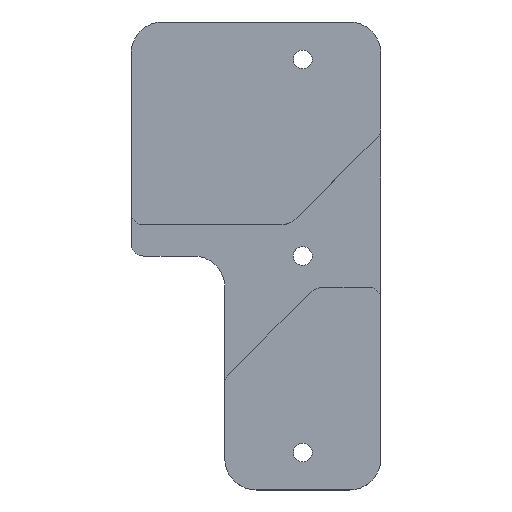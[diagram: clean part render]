
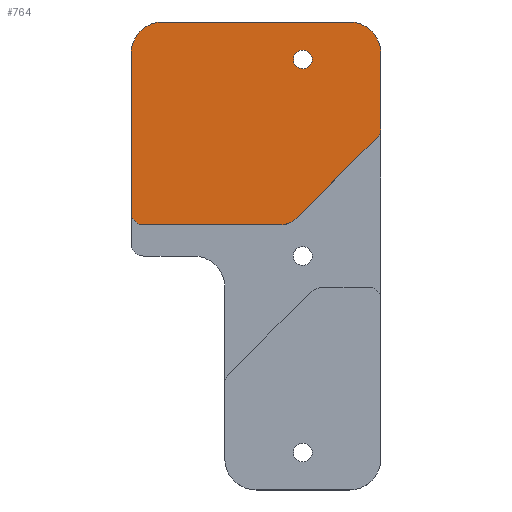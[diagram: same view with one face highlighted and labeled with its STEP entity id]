
A CAD part, top view. The second image highlights one B-rep face of the part: STEP entity #764.
In plain terms, the highlighted planar face has unit normal (0, 0, 1).
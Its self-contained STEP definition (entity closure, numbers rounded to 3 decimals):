
#1 = DIRECTION ( 'NONE',  ( 0.707, 0.707, 0. ) ) ;
#3 = CARTESIAN_POINT ( 'NONE',  ( 12.5, 69., 6.35 ) ) ;
#5 = PLANE ( 'NONE',  #200 ) ;
#15 = VECTOR ( 'NONE', #1, 1000. ) ;
#38 = ORIENTED_EDGE ( 'NONE', *, *, #861, .T. ) ;
#46 = EDGE_CURVE ( 'NONE', #162, #776, #633, .T. ) ;
#96 = CIRCLE ( 'NONE', #852, 5. ) ;
#105 = DIRECTION ( 'NONE',  ( 0., 0., 1. ) ) ;
#119 = CIRCLE ( 'NONE', #371, 2. ) ;
#127 = ORIENTED_EDGE ( 'NONE', *, *, #1059, .T. ) ;
#131 = VECTOR ( 'NONE', #521, 1000. ) ;
#159 = CARTESIAN_POINT ( 'NONE',  ( 25., 57.899, 6.35 ) ) ;
#162 = VERTEX_POINT ( 'NONE', #759 ) ;
#167 = VERTEX_POINT ( 'NONE', #745 ) ;
#168 = AXIS2_PLACEMENT_3D ( 'NONE', #891, #105, #1043 ) ;
#175 = DIRECTION ( 'NONE',  ( 1., 0., 0. ) ) ;
#182 = FACE_BOUND ( 'NONE', #273, .T. ) ;
#200 = AXIS2_PLACEMENT_3D ( 'NONE', #443, #525, #614 ) ;
#203 = VERTEX_POINT ( 'NONE', #1082 ) ;
#204 = ORIENTED_EDGE ( 'NONE', *, *, #664, .T. ) ;
#240 = VECTOR ( 'NONE', #773, 1000. ) ;
#242 = VERTEX_POINT ( 'NONE', #428 ) ;
#252 = DIRECTION ( 'NONE',  ( 0., 0., -1. ) ) ;
#253 = CARTESIAN_POINT ( 'NONE',  ( 25., 70., 6.35 ) ) ;
#267 = CARTESIAN_POINT ( 'NONE',  ( 23., 57.899, 6.35 ) ) ;
#269 = LINE ( 'NONE', #697, #131 ) ;
#273 = EDGE_LOOP ( 'NONE', ( #733, #127 ) ) ;
#277 = DIRECTION ( 'NONE',  ( 1., 0., 0. ) ) ;
#283 = CIRCLE ( 'NONE', #960, 5. ) ;
#303 = VECTOR ( 'NONE', #390, 1000. ) ;
#304 = VERTEX_POINT ( 'NONE', #598 ) ;
#309 = AXIS2_PLACEMENT_3D ( 'NONE', #445, #355, #175 ) ;
#327 = LINE ( 'NONE', #860, #240 ) ;
#331 = VERTEX_POINT ( 'NONE', #159 ) ;
#348 = EDGE_CURVE ( 'NONE', #1027, #242, #503, .T. ) ;
#354 = DIRECTION ( 'NONE',  ( 1., 0., 0. ) ) ;
#355 = DIRECTION ( 'NONE',  ( 0., 0., 1. ) ) ;
#370 = DIRECTION ( 'NONE',  ( 0., 0., 1. ) ) ;
#371 = AXIS2_PLACEMENT_3D ( 'NONE', #267, #523, #624 ) ;
#386 = LINE ( 'NONE', #792, #15 ) ;
#390 = DIRECTION ( 'NONE',  ( 0., -1., 0. ) ) ;
#405 = CARTESIAN_POINT ( 'NONE',  ( -13., 42.5, 6.35 ) ) ;
#409 = DIRECTION ( 'NONE',  ( 0., 0., -1. ) ) ;
#415 = ORIENTED_EDGE ( 'NONE', *, *, #438, .T. ) ;
#428 = CARTESIAN_POINT ( 'NONE',  ( 8.979, 42.5, 6.35 ) ) ;
#438 = EDGE_CURVE ( 'NONE', #480, #990, #269, .T. ) ;
#443 = CARTESIAN_POINT ( 'NONE',  ( 0., 0., 6.35 ) ) ;
#445 = CARTESIAN_POINT ( 'NONE',  ( 8.979, 46., 6.35 ) ) ;
#446 = FACE_OUTER_BOUND ( 'NONE', #884, .T. ) ;
#460 = CARTESIAN_POINT ( 'NONE',  ( -15., 0., 6.35 ) ) ;
#468 = EDGE_CURVE ( 'NONE', #304, #650, #1023, .T. ) ;
#480 = VERTEX_POINT ( 'NONE', #616 ) ;
#487 = EDGE_CURVE ( 'NONE', #776, #1027, #997, .T. ) ;
#503 = LINE ( 'NONE', #1105, #908 ) ;
#507 = ORIENTED_EDGE ( 'NONE', *, *, #736, .T. ) ;
#512 = EDGE_CURVE ( 'NONE', #990, #162, #283, .T. ) ;
#521 = DIRECTION ( 'NONE',  ( -1., 0., 0. ) ) ;
#522 = ORIENTED_EDGE ( 'NONE', *, *, #512, .T. ) ;
#523 = DIRECTION ( 'NONE',  ( 0., 0., 1. ) ) ;
#525 = DIRECTION ( 'NONE',  ( 0., 0., 1. ) ) ;
#553 = CARTESIAN_POINT ( 'NONE',  ( 14., 69., 6.35 ) ) ;
#593 = ORIENTED_EDGE ( 'NONE', *, *, #46, .T. ) ;
#598 = CARTESIAN_POINT ( 'NONE',  ( 11., 69., 6.35 ) ) ;
#608 = ORIENTED_EDGE ( 'NONE', *, *, #816, .T. ) ;
#614 = DIRECTION ( 'NONE',  ( 1., 0., 0. ) ) ;
#616 = CARTESIAN_POINT ( 'NONE',  ( 20., 75., 6.35 ) ) ;
#624 = DIRECTION ( 'NONE',  ( 1., 0., 0. ) ) ;
#627 = AXIS2_PLACEMENT_3D ( 'NONE', #917, #409, #838 ) ;
#633 = LINE ( 'NONE', #460, #303 ) ;
#641 = DIRECTION ( 'NONE',  ( 1., 0., 0. ) ) ;
#644 = CARTESIAN_POINT ( 'NONE',  ( -10., 70., 6.35 ) ) ;
#650 = VERTEX_POINT ( 'NONE', #553 ) ;
#664 = EDGE_CURVE ( 'NONE', #331, #758, #327, .T. ) ;
#665 = AXIS2_PLACEMENT_3D ( 'NONE', #3, #252, #354 ) ;
#697 = CARTESIAN_POINT ( 'NONE',  ( 0., 75., 6.35 ) ) ;
#719 = DIRECTION ( 'NONE',  ( 0., 0., 1. ) ) ;
#728 = EDGE_CURVE ( 'NONE', #167, #331, #119, .T. ) ;
#733 = ORIENTED_EDGE ( 'NONE', *, *, #468, .T. ) ;
#736 = EDGE_CURVE ( 'NONE', #242, #203, #920, .T. ) ;
#745 = CARTESIAN_POINT ( 'NONE',  ( 24.414, 56.485, 6.35 ) ) ;
#755 = ORIENTED_EDGE ( 'NONE', *, *, #728, .T. ) ;
#758 = VERTEX_POINT ( 'NONE', #253 ) ;
#759 = CARTESIAN_POINT ( 'NONE',  ( -15., 70., 6.35 ) ) ;
#764 = ADVANCED_FACE ( 'NONE', ( #182, #446 ), #5, .T. ) ;
#773 = DIRECTION ( 'NONE',  ( 0., 1., 0. ) ) ;
#776 = VERTEX_POINT ( 'NONE', #868 ) ;
#792 = CARTESIAN_POINT ( 'NONE',  ( -16.036, 16.036, 6.35 ) ) ;
#816 = EDGE_CURVE ( 'NONE', #203, #167, #386, .T. ) ;
#819 = ORIENTED_EDGE ( 'NONE', *, *, #487, .T. ) ;
#838 = DIRECTION ( 'NONE',  ( 1., 0., 0. ) ) ;
#841 = DIRECTION ( 'NONE',  ( 1., 0., 0. ) ) ;
#852 = AXIS2_PLACEMENT_3D ( 'NONE', #881, #719, #277 ) ;
#860 = CARTESIAN_POINT ( 'NONE',  ( 25., 0., 6.35 ) ) ;
#861 = EDGE_CURVE ( 'NONE', #758, #480, #96, .T. ) ;
#868 = CARTESIAN_POINT ( 'NONE',  ( -15., 44.5, 6.35 ) ) ;
#881 = CARTESIAN_POINT ( 'NONE',  ( 20., 70., 6.35 ) ) ;
#884 = EDGE_LOOP ( 'NONE', ( #608, #755, #204, #38, #415, #522, #593, #819, #902, #507 ) ) ;
#891 = CARTESIAN_POINT ( 'NONE',  ( -13., 44.5, 6.35 ) ) ;
#895 = CIRCLE ( 'NONE', #627, 1.5 ) ;
#902 = ORIENTED_EDGE ( 'NONE', *, *, #348, .T. ) ;
#908 = VECTOR ( 'NONE', #841, 1000. ) ;
#910 = CARTESIAN_POINT ( 'NONE',  ( -10., 75., 6.35 ) ) ;
#917 = CARTESIAN_POINT ( 'NONE',  ( 12.5, 69., 6.35 ) ) ;
#920 = CIRCLE ( 'NONE', #309, 3.5 ) ;
#960 = AXIS2_PLACEMENT_3D ( 'NONE', #644, #370, #641 ) ;
#990 = VERTEX_POINT ( 'NONE', #910 ) ;
#997 = CIRCLE ( 'NONE', #168, 2. ) ;
#1023 = CIRCLE ( 'NONE', #665, 1.5 ) ;
#1027 = VERTEX_POINT ( 'NONE', #405 ) ;
#1043 = DIRECTION ( 'NONE',  ( 1., 0., 0. ) ) ;
#1059 = EDGE_CURVE ( 'NONE', #650, #304, #895, .T. ) ;
#1082 = CARTESIAN_POINT ( 'NONE',  ( 11.454, 43.525, 6.35 ) ) ;
#1105 = CARTESIAN_POINT ( 'NONE',  ( 0., 42.5, 6.35 ) ) ;
